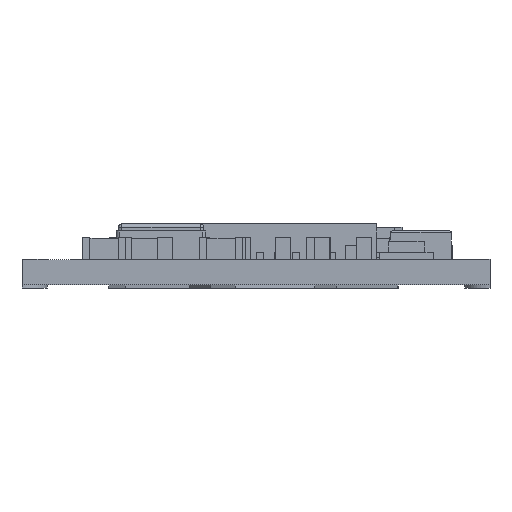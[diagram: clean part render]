
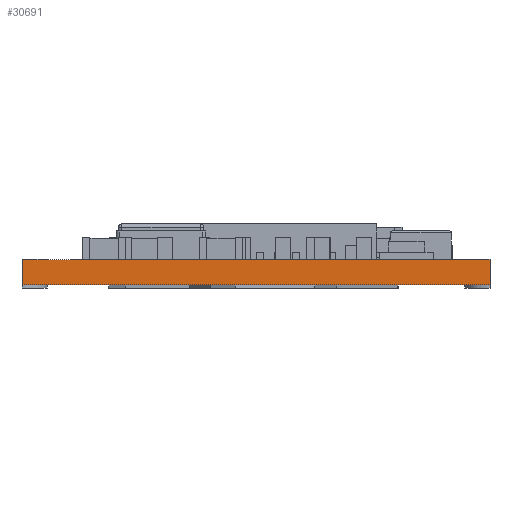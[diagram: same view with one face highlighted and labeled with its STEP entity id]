
A CAD part, front view. The second image highlights one B-rep face of the part: STEP entity #30691.
In plain terms, the highlighted planar face has unit normal (0, -1, 0).
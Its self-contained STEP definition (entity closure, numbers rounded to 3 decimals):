
#1887=PLANE('',#32230);
#3508=FACE_OUTER_BOUND('',#5294,.T.);
#5294=EDGE_LOOP('',(#28530,#28531,#28532,#28533));
#7428=LINE('',#49780,#10447);
#8139=LINE('',#55673,#11158);
#8220=LINE('',#55834,#11239);
#8306=LINE('',#56025,#11325);
#10447=VECTOR('',#36230,10.);
#11158=VECTOR('',#37513,10.);
#11239=VECTOR('',#37618,10.);
#11325=VECTOR('',#37770,10.);
#14365=VERTEX_POINT('',#49777);
#14366=VERTEX_POINT('',#49779);
#15182=VERTEX_POINT('',#55672);
#15250=VERTEX_POINT('',#55832);
#18270=EDGE_CURVE('',#14366,#14365,#7428,.T.);
#19470=EDGE_CURVE('',#14366,#15182,#8139,.T.);
#19551=EDGE_CURVE('',#14365,#15250,#8220,.T.);
#19653=EDGE_CURVE('',#15182,#15250,#8306,.T.);
#28530=ORIENTED_EDGE('',*,*,#18270,.T.);
#28531=ORIENTED_EDGE('',*,*,#19551,.T.);
#28532=ORIENTED_EDGE('',*,*,#19653,.F.);
#28533=ORIENTED_EDGE('',*,*,#19470,.F.);
#30691=ADVANCED_FACE('',(#3508),#1887,.T.);
#32230=AXIS2_PLACEMENT_3D('',#56207,#38101,#38102);
#36230=DIRECTION('',(1.,0.,0.));
#37513=DIRECTION('',(0.,0.,1.));
#37618=DIRECTION('',(0.,0.,1.));
#37770=DIRECTION('',(1.,0.,0.));
#38101=DIRECTION('center_axis',(0.,-1.,0.));
#38102=DIRECTION('ref_axis',(1.,0.,0.));
#49777=CARTESIAN_POINT('',(6.55,-13.6,0.));
#49779=CARTESIAN_POINT('',(-6.55,-13.6,0.));
#49780=CARTESIAN_POINT('',(-6.55,-13.6,0.));
#55672=CARTESIAN_POINT('',(-6.55,-13.6,0.7));
#55673=CARTESIAN_POINT('',(-6.55,-13.6,0.));
#55832=CARTESIAN_POINT('',(6.55,-13.6,0.7));
#55834=CARTESIAN_POINT('',(6.55,-13.6,0.));
#56025=CARTESIAN_POINT('',(-6.55,-13.6,0.7));
#56207=CARTESIAN_POINT('Origin',(-6.55,-13.6,0.));
